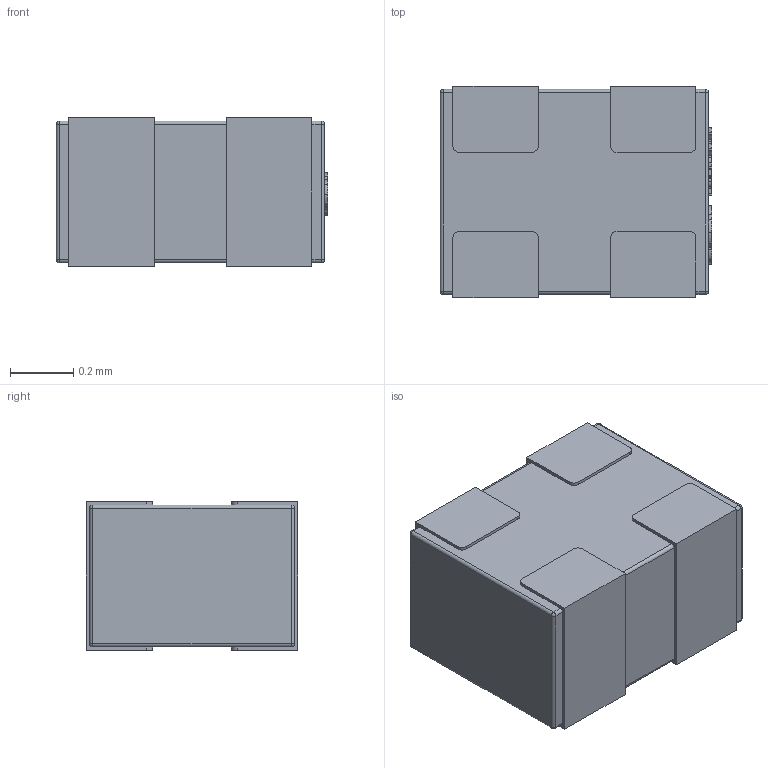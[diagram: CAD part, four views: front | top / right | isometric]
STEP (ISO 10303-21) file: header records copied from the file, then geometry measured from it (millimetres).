
FILE_DESCRIPTION (( 'STEP AP214' ), '1' );
FILE_NAME ('FILTER-SMD_4P-L0.9-W0.7-P0.50-H0.5-BL.step', '2022-06-24T02:55:52', ( '' ), ( '' ), 'SwSTEP 2.0', 'SolidWorks 2020', '' );
FILE_SCHEMA (( 'AUTOMOTIVE_DESIGN' ));
Length unit declared in the file: millimetre
Products named in the file (1): FILTER-SMD_4P-L0.9-W0.7-P0.50-H0.5-BL
Bounding box: 0.86 x 0.67 x 0.47 mm (x, y, z)
Volume: 0.3 mm3; surface area: 2.6 mm2
Topology: 1 solids, 1 shells, 365 faces, 995 edges, 650 vertices
Faces by surface type: plane 209, bspline 112, cylinder 36, sphere 8
Entity records: 16578 total; most frequent: CARTESIAN_POINT 4107, ORIENTED_EDGE 1974, DIRECTION 1339, EDGE_CURVE 987, LINE 687, VECTOR 687, VERTEX_POINT 650, EDGE_LOOP 391
